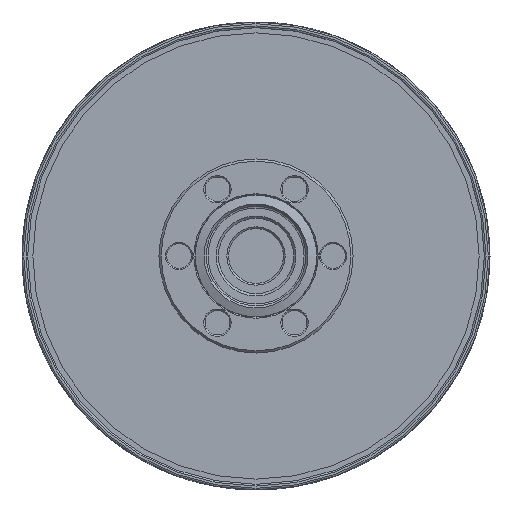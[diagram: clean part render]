
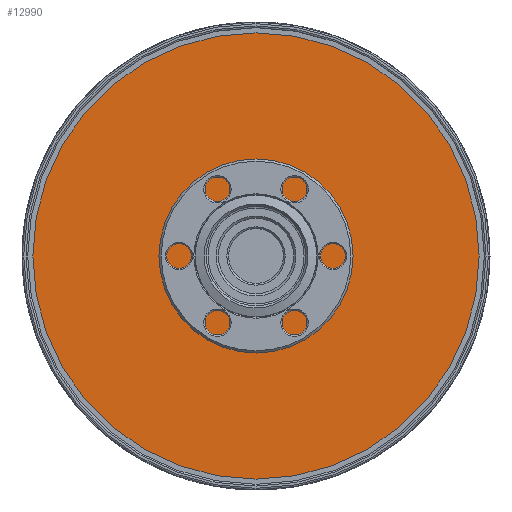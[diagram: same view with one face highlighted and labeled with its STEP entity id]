
A CAD part, front view. The second image highlights one B-rep face of the part: STEP entity #12990.
In plain terms, the highlighted planar face has unit normal (0, -1, 0).
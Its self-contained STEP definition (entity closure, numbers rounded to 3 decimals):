
#206=FACE_BOUND('',#2081,.T.);
#734=PLANE('',#14132);
#1303=FACE_OUTER_BOUND('',#2080,.T.);
#2080=EDGE_LOOP('',(#10726));
#2081=EDGE_LOOP('',(#10727));
#4802=CIRCLE('',#14133,39.1);
#4803=CIRCLE('',#14134,6.35);
#5884=VERTEX_POINT('',#22455);
#5885=VERTEX_POINT('',#22457);
#7551=EDGE_CURVE('',#5884,#5884,#4802,.T.);
#7552=EDGE_CURVE('',#5885,#5885,#4803,.T.);
#10726=ORIENTED_EDGE('',*,*,#7551,.T.);
#10727=ORIENTED_EDGE('',*,*,#7552,.F.);
#12990=ADVANCED_FACE('',(#1303,#206),#734,.F.);
#14132=AXIS2_PLACEMENT_3D('',#22454,#17280,#17281);
#14133=AXIS2_PLACEMENT_3D('',#22456,#17282,#17283);
#14134=AXIS2_PLACEMENT_3D('',#22458,#17284,#17285);
#17280=DIRECTION('center_axis',(0.,1.,0.));
#17281=DIRECTION('ref_axis',(1.,0.,0.));
#17282=DIRECTION('center_axis',(0.,-1.,0.));
#17283=DIRECTION('ref_axis',(1.,0.,0.));
#17284=DIRECTION('center_axis',(0.,-1.,0.));
#17285=DIRECTION('ref_axis',(-1.,0.,0.));
#22454=CARTESIAN_POINT('Origin',(0.,-68.9,
-17.568));
#22455=CARTESIAN_POINT('',(-39.1,-68.9,0.));
#22456=CARTESIAN_POINT('Origin',(0.,-68.9,
0.));
#22457=CARTESIAN_POINT('',(6.35,-68.9,0.));
#22458=CARTESIAN_POINT('Origin',(0.,-68.9,
0.));
